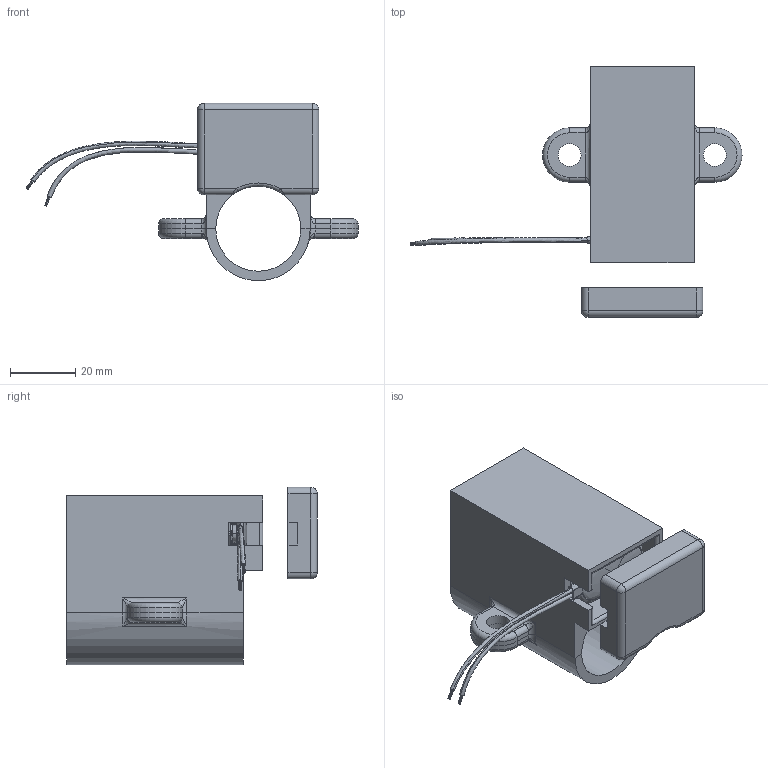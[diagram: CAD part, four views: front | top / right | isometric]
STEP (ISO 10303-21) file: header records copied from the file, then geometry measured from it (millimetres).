
FILE_DESCRIPTION(/* description */ (''),/* implementation_level */ '2;1');
FILE_NAME(/* name */ 'Brake Light 9V Battery Clamshell.step',/* time_stamp */ '2024-04-19T10:39:09-04:00',/* author */ (''),/* organization */ (''),/* preprocessor_version */ 'ST-DEVELOPER v20',/* originating_system */ 'Autodesk Translation Framework v12.20.1.177',/* authorisation */ '');
FILE_SCHEMA (('AUTOMOTIVE_DESIGN { 1 0 10303 214 3 1 1 }'));
Length unit declared in the file: millimetre
Products named in the file (3): Brake Light 9V Battery Clamshell; 9V Battery; 9V Battery Clip Connector
Assembly tree (2 placements, depth 2):
  Brake Light 9V Battery Clamshell
    9V Battery
    9V Battery Clip Connector
Bounding box: 101.55 x 76.69 x 54.25 mm (x, y, z)
Volume: 56685.5 mm3; surface area: 33051.4 mm2
Topology: 7 solids, 7 shells, 594 faces, 1497 edges, 948 vertices
Faces by surface type: plane 273, cylinder 170, bspline 118, torus 25, cone 4, sphere 4
Full cylindrical faces by diameter (mm): 0.15 x36, 2 x2, 3.8 x1, 4 x1, 4.4 x1, 5.6 x1, 6 x1, 6.5 x2, 6.6 x1, 7 x4, 7.3 x1
Entity records: 21399 total; most frequent: CARTESIAN_POINT 7342, ORIENTED_EDGE 2966, DIRECTION 2641, EDGE_CURVE 1483, VERTEX_POINT 948, AXIS2_PLACEMENT_3D 903, LINE 835, VECTOR 835
